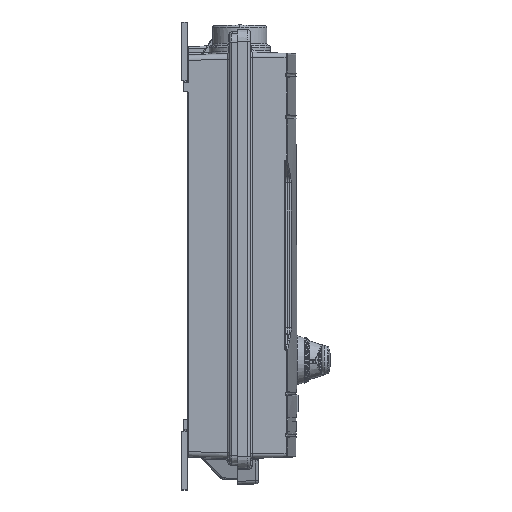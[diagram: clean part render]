
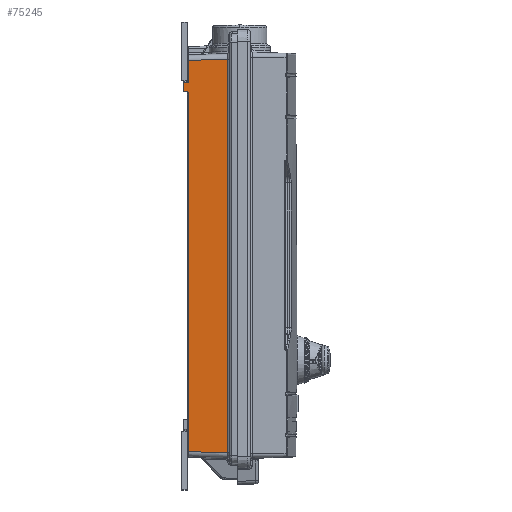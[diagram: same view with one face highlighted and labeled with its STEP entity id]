
A CAD part, left-side view. The second image highlights one B-rep face of the part: STEP entity #75245.
In plain terms, the highlighted planar face has unit normal (-0.999, 0.035, 0).
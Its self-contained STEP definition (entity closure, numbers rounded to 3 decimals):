
#11459=DIRECTION('',(0.,0.,-1.));
#11460=VECTOR('',#11459,30.042);
#11461=CARTESIAN_POINT('',(-196.336,70.723,
262.041));
#11462=LINE('',#11461,#11460);
#14690=DIRECTION('',(0.,0.,-1.));
#14691=VECTOR('',#14690,490.508);
#14692=CARTESIAN_POINT('',(-196.336,70.723,
218.966));
#14693=LINE('',#14692,#14691);
#14699=CARTESIAN_POINT('',(-196.336,70.723,
218.966));
#14730=DIRECTION('',(-0.035,-0.999,0.035));
#14731=VECTOR('',#14730,53.705);
#14732=CARTESIAN_POINT('',(-196.336,70.723,
262.041));
#14733=LINE('',#14732,#14731);
#14734=DIRECTION('',(0.035,0.999,0.035));
#14735=VECTOR('',#14734,53.705);
#14736=CARTESIAN_POINT('',(-198.209,17.084,
-273.415));
#14737=LINE('',#14736,#14735);
#14738=DIRECTION('',(0.035,0.999,0.035));
#14739=VECTOR('',#14738,5.006);
#14740=CARTESIAN_POINT('',(-196.336,70.723,
218.966));
#14741=LINE('',#14740,#14739);
#14742=CARTESIAN_POINT('',(-196.162,75.723,
219.141));
#14743=CARTESIAN_POINT('',(-196.161,75.746,
219.142));
#14744=CARTESIAN_POINT('',(-196.159,75.79,
219.145));
#14745=CARTESIAN_POINT('',(-196.157,75.856,
219.154));
#14746=CARTESIAN_POINT('',(-196.155,75.922,
219.167));
#14747=CARTESIAN_POINT('',(-196.153,75.986,
219.185));
#14748=CARTESIAN_POINT('',(-196.15,76.049,
219.207));
#14749=CARTESIAN_POINT('',(-196.148,76.111,
219.233));
#14750=CARTESIAN_POINT('',(-196.146,76.17,
219.263));
#14751=CARTESIAN_POINT('',(-196.144,76.228,
219.297));
#14752=CARTESIAN_POINT('',(-196.142,76.283,
219.335));
#14753=CARTESIAN_POINT('',(-196.14,76.335,
219.377));
#14754=CARTESIAN_POINT('',(-196.139,76.385,
219.421));
#14755=CARTESIAN_POINT('',(-196.137,76.431,
219.469));
#14756=CARTESIAN_POINT('',(-196.135,76.474,
219.521));
#14757=CARTESIAN_POINT('',(-196.134,76.514,
219.574));
#14758=CARTESIAN_POINT('',(-196.133,76.55,
219.631));
#14759=CARTESIAN_POINT('',(-196.132,76.582,
219.689));
#14760=CARTESIAN_POINT('',(-196.131,76.61,
219.75));
#14761=CARTESIAN_POINT('',(-196.13,76.634,
219.812));
#14762=CARTESIAN_POINT('',(-196.129,76.654,
219.876));
#14763=CARTESIAN_POINT('',(-196.129,76.669,
219.941));
#14764=CARTESIAN_POINT('',(-196.128,76.68,
220.007));
#14765=CARTESIAN_POINT('',(-196.128,76.687,
220.073));
#14766=CARTESIAN_POINT('',(-196.128,76.689,
220.118));
#14767=CARTESIAN_POINT('',(-196.128,76.689,
220.14));
#14769=DIRECTION('',(0.,0.,1.));
#14770=VECTOR('',#14769,11.859);
#14771=CARTESIAN_POINT('',(-196.128,76.689,
220.14));
#14772=LINE('',#14771,#14770);
#14773=DIRECTION('',(-0.035,-0.999,0.));
#14774=VECTOR('',#14773,5.969);
#14775=CARTESIAN_POINT('',(-196.128,76.689,
231.999));
#14776=LINE('',#14775,#14774);
#14781=DIRECTION('',(0.,0.,1.));
#14782=VECTOR('',#14781,537.329);
#14783=CARTESIAN_POINT('',(-198.209,17.084,
-273.415));
#14784=LINE('',#14783,#14782);
#47879=VERTEX_POINT('',#14699);
#47880=CARTESIAN_POINT('',(-196.336,70.723,
-271.541));
#47881=VERTEX_POINT('',#47880);
#47882=CARTESIAN_POINT('',(-196.162,75.723,
219.141));
#47883=VERTEX_POINT('',#47882);
#47886=CARTESIAN_POINT('',(-196.336,70.723,
262.041));
#47887=CARTESIAN_POINT('',(-196.336,70.723,
231.999));
#47888=VERTEX_POINT('',#47886);
#47889=VERTEX_POINT('',#47887);
#47890=CARTESIAN_POINT('',(-198.209,17.084,
263.915));
#47891=VERTEX_POINT('',#47890);
#47892=CARTESIAN_POINT('',(-198.209,17.084,
-273.415));
#47893=VERTEX_POINT('',#47892);
#47894=VERTEX_POINT('',#14767);
#47895=CARTESIAN_POINT('',(-196.128,76.689,
231.999));
#47896=VERTEX_POINT('',#47895);
#75224=CARTESIAN_POINT('',(-198.798,0.223,
-282.644));
#75225=DIRECTION('',(-0.999,0.035,0.));
#75226=DIRECTION('',(0.,0.,-1.));
#75227=AXIS2_PLACEMENT_3D('',#75224,#75225,#75226);
#75228=PLANE('',#75227);
#75229=ORIENTED_EDGE('',*,*,#70375,.F.);
#75230=ORIENTED_EDGE('',*,*,#70406,.T.);
#75232=ORIENTED_EDGE('',*,*,#75231,.F.);
#75234=ORIENTED_EDGE('',*,*,#75233,.T.);
#75235=ORIENTED_EDGE('',*,*,#75201,.F.);
#75236=ORIENTED_EDGE('',*,*,#75213,.T.);
#75238=ORIENTED_EDGE('',*,*,#75237,.T.);
#75240=ORIENTED_EDGE('',*,*,#75239,.T.);
#75242=ORIENTED_EDGE('',*,*,#75241,.T.);
#75243=EDGE_LOOP('',(#75229,#75230,#75232,#75234,#75235,#75236,#75238,#75240,
#75242));
#75244=FACE_OUTER_BOUND('',#75243,.F.);
#14768=B_SPLINE_CURVE_WITH_KNOTS('',3,(#14742,#14743,#14744,#14745,#14746,
#14747,#14748,#14749,#14750,#14751,#14752,#14753,#14754,#14755,#14756,#14757,
#14758,#14759,#14760,#14761,#14762,#14763,#14764,#14765,#14766,#14767),
.UNSPECIFIED.,.F.,.F.,(4,1,1,1,1,1,1,1,1,1,1,1,1,1,1,1,1,1,1,1,1,1,1,4),(0.,
0.043,0.087,0.13,0.174,
0.217,0.261,0.304,0.348,
0.391,0.435,0.478,0.522,
0.565,0.609,0.652,0.696,
0.739,0.783,0.826,0.87,
0.913,0.957,1.),.UNSPECIFIED.);
#70375=EDGE_CURVE('',#47888,#47889,#11462,.T.);
#70406=EDGE_CURVE('',#47888,#47891,#14733,.T.);
#75201=EDGE_CURVE('',#47879,#47881,#14693,.T.);
#75213=EDGE_CURVE('',#47879,#47883,#14741,.T.);
#75231=EDGE_CURVE('',#47893,#47891,#14784,.T.);
#75233=EDGE_CURVE('',#47893,#47881,#14737,.T.);
#75237=EDGE_CURVE('',#47883,#47894,#14768,.T.);
#75239=EDGE_CURVE('',#47894,#47896,#14772,.T.);
#75241=EDGE_CURVE('',#47896,#47889,#14776,.T.);
#75245=ADVANCED_FACE('',(#75244),#75228,.T.);
